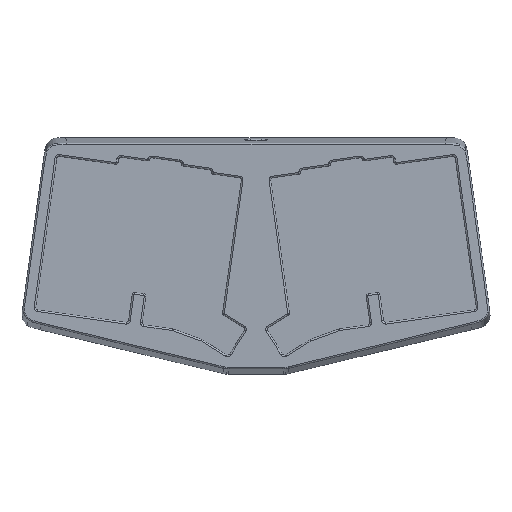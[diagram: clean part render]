
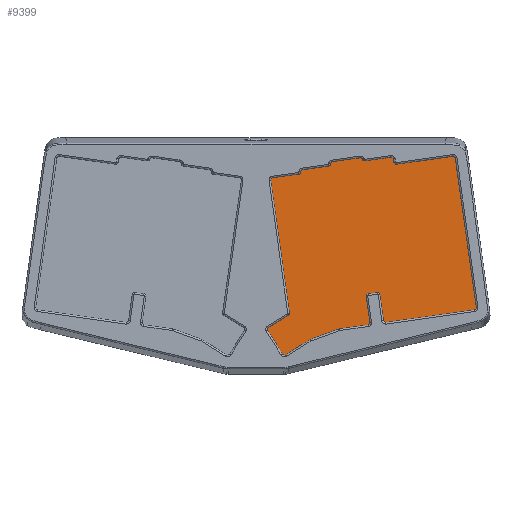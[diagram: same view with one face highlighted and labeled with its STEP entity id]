
A CAD part, top view. The second image highlights one B-rep face of the part: STEP entity #9399.
In plain terms, the highlighted planar face has unit normal (0, 0, 1).
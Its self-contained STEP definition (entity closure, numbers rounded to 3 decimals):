
#227=PLANE('',#10165);
#679=LINE('',#18710,#1248);
#680=LINE('',#18712,#1249);
#681=LINE('',#18714,#1250);
#682=LINE('',#18718,#1251);
#683=LINE('',#18722,#1252);
#684=LINE('',#18724,#1253);
#685=LINE('',#18727,#1254);
#1248=VECTOR('',#11987,10.);
#1249=VECTOR('',#11988,10.);
#1250=VECTOR('',#11989,10.);
#1251=VECTOR('',#11992,10.);
#1252=VECTOR('',#11995,10.);
#1253=VECTOR('',#11996,10.);
#1254=VECTOR('',#11999,10.);
#1976=FACE_OUTER_BOUND('',#2562,.T.);
#2562=EDGE_LOOP('',(#7838,#7839,#7840,#7841,#7842,#7843,#7844,#7845,#7846,
#7847,#7848));
#3112=CIRCLE('',#10163,1.);
#3113=CIRCLE('',#10166,1.3);
#3114=CIRCLE('',#10167,1.3);
#3115=CIRCLE('',#10168,2.);
#4211=VERTEX_POINT('',#18700);
#4212=VERTEX_POINT('',#18701);
#4215=VERTEX_POINT('',#18709);
#4216=VERTEX_POINT('',#18711);
#4217=VERTEX_POINT('',#18713);
#4218=VERTEX_POINT('',#18715);
#4219=VERTEX_POINT('',#18717);
#4220=VERTEX_POINT('',#18719);
#4221=VERTEX_POINT('',#18721);
#4222=VERTEX_POINT('',#18723);
#4223=VERTEX_POINT('',#18725);
#5469=EDGE_CURVE('',#4211,#4212,#3112,.T.);
#5473=EDGE_CURVE('',#4211,#4215,#679,.T.);
#5474=EDGE_CURVE('',#4216,#4215,#680,.T.);
#5475=EDGE_CURVE('',#4216,#4217,#681,.T.);
#5476=EDGE_CURVE('',#4218,#4217,#3113,.T.);
#5477=EDGE_CURVE('',#4218,#4219,#682,.T.);
#5478=EDGE_CURVE('',#4220,#4219,#3114,.T.);
#5479=EDGE_CURVE('',#4220,#4221,#683,.T.);
#5480=EDGE_CURVE('',#4221,#4222,#684,.T.);
#5481=EDGE_CURVE('',#4223,#4222,#3115,.T.);
#5482=EDGE_CURVE('',#4223,#4212,#685,.T.);
#7838=ORIENTED_EDGE('',*,*,#5469,.F.);
#7839=ORIENTED_EDGE('',*,*,#5473,.T.);
#7840=ORIENTED_EDGE('',*,*,#5474,.F.);
#7841=ORIENTED_EDGE('',*,*,#5475,.T.);
#7842=ORIENTED_EDGE('',*,*,#5476,.F.);
#7843=ORIENTED_EDGE('',*,*,#5477,.T.);
#7844=ORIENTED_EDGE('',*,*,#5478,.F.);
#7845=ORIENTED_EDGE('',*,*,#5479,.T.);
#7846=ORIENTED_EDGE('',*,*,#5480,.T.);
#7847=ORIENTED_EDGE('',*,*,#5481,.F.);
#7848=ORIENTED_EDGE('',*,*,#5482,.T.);
#9399=ADVANCED_FACE('',(#1976),#227,.T.);
#10163=AXIS2_PLACEMENT_3D('',#18702,#11979,#11980);
#10165=AXIS2_PLACEMENT_3D('',#18708,#11985,#11986);
#10166=AXIS2_PLACEMENT_3D('',#18716,#11990,#11991);
#10167=AXIS2_PLACEMENT_3D('',#18720,#11993,#11994);
#10168=AXIS2_PLACEMENT_3D('',#18726,#11997,#11998);
#11979=DIRECTION('center_axis',(0.,0.,
-1.));
#11980=DIRECTION('ref_axis',(-0.707,-0.707,0.));
#11985=DIRECTION('center_axis',(0.,0.,
1.));
#11986=DIRECTION('ref_axis',(1.,0.,0.));
#11987=DIRECTION('',(0.,-1.,0.));
#11988=DIRECTION('',(-1.,0.,0.));
#11989=DIRECTION('',(0.972,0.233,0.));
#11990=DIRECTION('center_axis',(0.,0.,
-1.));
#11991=DIRECTION('ref_axis',(0.827,-0.563,0.));
#11992=DIRECTION('',(-0.139,0.99,0.));
#11993=DIRECTION('center_axis',(0.,0.,
-1.));
#11994=DIRECTION('ref_axis',(0.656,0.755,0.));
#11995=DIRECTION('',(-1.,0.,0.));
#11996=DIRECTION('',(0.,-1.,0.));
#11997=DIRECTION('center_axis',(0.,0.,
1.));
#11998=DIRECTION('ref_axis',(-0.707,-0.707,0.));
#11999=DIRECTION('',(-1.,0.,0.));
#18700=CARTESIAN_POINT('',(3.,48.414,-10.83));
#18701=CARTESIAN_POINT('',(4.,49.414,-10.83));
#18702=CARTESIAN_POINT('Origin',(4.,48.414,-10.83));
#18708=CARTESIAN_POINT('Origin',(0.,0.,
-10.83));
#18709=CARTESIAN_POINT('',(3.,-61.957,-10.83));
#18710=CARTESIAN_POINT('',(3.,-3.136,-10.83));
#18711=CARTESIAN_POINT('',(17.415,-61.957,-10.83));
#18712=CARTESIAN_POINT('',(8.708,-61.957,-10.83));
#18713=CARTESIAN_POINT('',(135.738,-33.566,-10.83));
#18714=CARTESIAN_POINT('',(16.21,-62.246,-10.83));
#18715=CARTESIAN_POINT('',(136.722,-32.121,-10.83));
#18716=CARTESIAN_POINT('Origin',(135.435,-32.302,-10.83));
#18717=CARTESIAN_POINT('',(123.658,60.838,-10.83));
#18718=CARTESIAN_POINT('',(133.267,-7.535,-10.83));
#18719=CARTESIAN_POINT('',(122.37,61.957,-10.83));
#18720=CARTESIAN_POINT('Origin',(122.37,60.657,-10.83));
#18721=CARTESIAN_POINT('',(10.,61.957,-10.83));
#18722=CARTESIAN_POINT('',(61.75,61.957,-10.83));
#18723=CARTESIAN_POINT('',(10.,51.414,-10.83));
#18724=CARTESIAN_POINT('',(10.,34.207,-10.83));
#18725=CARTESIAN_POINT('',(8.,49.414,-10.83));
#18726=CARTESIAN_POINT('Origin',(8.,51.414,-10.83));
#18727=CARTESIAN_POINT('',(5.,49.414,-10.83));
